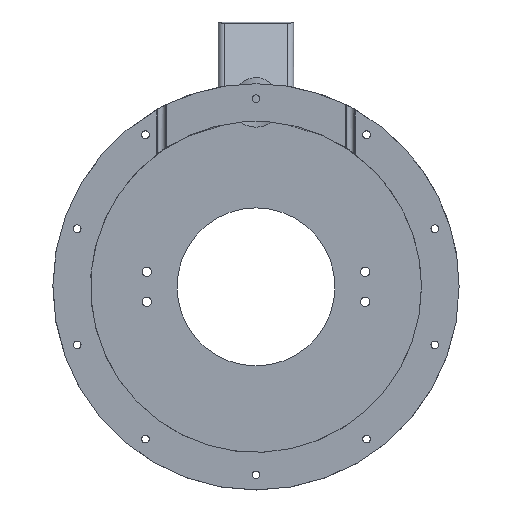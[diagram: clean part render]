
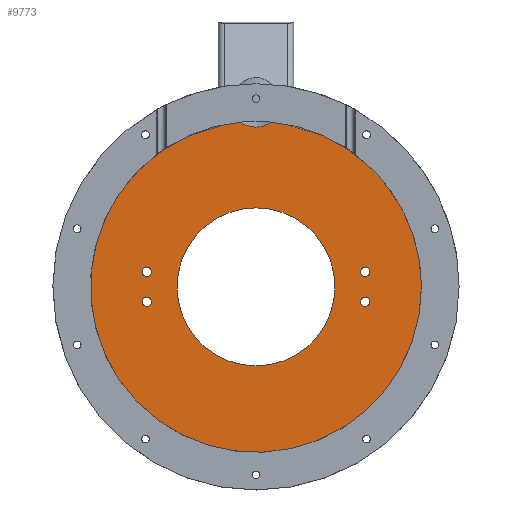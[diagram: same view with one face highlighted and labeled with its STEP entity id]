
A CAD part, front view. The second image highlights one B-rep face of the part: STEP entity #9773.
In plain terms, the highlighted planar face has unit normal (0, -1, 0).
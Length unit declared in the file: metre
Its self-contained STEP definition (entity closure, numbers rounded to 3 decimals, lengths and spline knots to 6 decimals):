
#84=ELLIPSE('',#10169,0.020751,0.0195);
#85=ELLIPSE('',#10171,0.020751,0.0195);
#115=CIRCLE('',#10151,0.11);
#119=CIRCLE('',#10155,0.11);
#151=CIRCLE('',#10206,0.003055);
#152=CIRCLE('',#10208,0.003055);
#162=CIRCLE('',#10231,0.0525);
#163=CIRCLE('',#10232,0.003055);
#164=CIRCLE('',#10233,0.003055);
#249=FACE_BOUND('',#1443,.T.);
#250=FACE_BOUND('',#1444,.T.);
#251=FACE_BOUND('',#1445,.T.);
#252=FACE_BOUND('',#1446,.T.);
#253=FACE_BOUND('',#1447,.T.);
#853=FACE_OUTER_BOUND('',#1442,.T.);
#1442=EDGE_LOOP('',(#8715,#8716,#8717,#8718));
#1443=EDGE_LOOP('',(#8719));
#1444=EDGE_LOOP('',(#8720));
#1445=EDGE_LOOP('',(#8721));
#1446=EDGE_LOOP('',(#8722));
#1447=EDGE_LOOP('',(#8723));
#4594=VERTEX_POINT('',#16972);
#4595=VERTEX_POINT('',#16973);
#4609=VERTEX_POINT('',#17072);
#4656=VERTEX_POINT('',#17470);
#4732=VERTEX_POINT('',#17935);
#4733=VERTEX_POINT('',#17939);
#4743=VERTEX_POINT('',#17985);
#4744=VERTEX_POINT('',#17987);
#4745=VERTEX_POINT('',#17989);
#5921=EDGE_CURVE('',#4594,#4595,#115,.T.);
#5936=EDGE_CURVE('',#4595,#4609,#119,.T.);
#5987=EDGE_CURVE('',#4656,#4609,#84,.T.);
#5990=EDGE_CURVE('',#4594,#4656,#85,.T.);
#6073=EDGE_CURVE('',#4732,#4732,#151,.F.);
#6075=EDGE_CURVE('',#4733,#4733,#152,.F.);
#6097=EDGE_CURVE('',#4743,#4743,#162,.T.);
#6098=EDGE_CURVE('',#4744,#4744,#163,.F.);
#6099=EDGE_CURVE('',#4745,#4745,#164,.F.);
#8715=ORIENTED_EDGE('',*,*,#5990,.T.);
#8716=ORIENTED_EDGE('',*,*,#5987,.T.);
#8717=ORIENTED_EDGE('',*,*,#5936,.F.);
#8718=ORIENTED_EDGE('',*,*,#5921,.F.);
#8719=ORIENTED_EDGE('',*,*,#6097,.T.);
#8720=ORIENTED_EDGE('',*,*,#6098,.F.);
#8721=ORIENTED_EDGE('',*,*,#6099,.F.);
#8722=ORIENTED_EDGE('',*,*,#6075,.T.);
#8723=ORIENTED_EDGE('',*,*,#6073,.T.);
#9305=PLANE('',#10230);
#9773=ADVANCED_FACE('',(#853,#249,#250,#251,#252,#253),#9305,.F.);
#10151=AXIS2_PLACEMENT_3D('',#16974,#11729,#11730);
#10155=AXIS2_PLACEMENT_3D('',#17073,#11742,#11743);
#10169=AXIS2_PLACEMENT_3D('',#17471,#11783,#11784);
#10171=AXIS2_PLACEMENT_3D('',#17475,#11788,#11789);
#10206=AXIS2_PLACEMENT_3D('',#17937,#11886,#11887);
#10208=AXIS2_PLACEMENT_3D('',#17941,#11891,#11892);
#10230=AXIS2_PLACEMENT_3D('',#17984,#11947,#11948);
#10231=AXIS2_PLACEMENT_3D('',#17986,#11949,#11950);
#10232=AXIS2_PLACEMENT_3D('',#17988,#11951,#11952);
#10233=AXIS2_PLACEMENT_3D('',#17990,#11953,#11954);
#11729=DIRECTION('center_axis',(0.,1.,0.));
#11730=DIRECTION('ref_axis',(1.,0.,0.));
#11742=DIRECTION('center_axis',(0.,1.,0.));
#11743=DIRECTION('ref_axis',(1.,0.,0.));
#11783=DIRECTION('center_axis',(0.,1.,0.));
#11784=DIRECTION('ref_axis',(0.,0.,1.));
#11788=DIRECTION('center_axis',(0.,1.,0.));
#11789=DIRECTION('ref_axis',(0.,0.,1.));
#11886=DIRECTION('center_axis',(0.,-1.,0.));
#11887=DIRECTION('ref_axis',(-1.,0.,0.));
#11891=DIRECTION('center_axis',(0.,-1.,0.));
#11892=DIRECTION('ref_axis',(-1.,0.,0.));
#11947=DIRECTION('center_axis',(0.,1.,0.));
#11948=DIRECTION('ref_axis',(1.,0.,0.));
#11949=DIRECTION('center_axis',(0.,1.,0.));
#11950=DIRECTION('ref_axis',(1.,0.,0.));
#11951=DIRECTION('center_axis',(0.,1.,0.));
#11952=DIRECTION('ref_axis',(1.,0.,0.));
#11953=DIRECTION('center_axis',(0.,1.,0.));
#11954=DIRECTION('ref_axis',(1.,0.,0.));
#16972=CARTESIAN_POINT('',(0.010599,0.115,0.109488));
#16973=CARTESIAN_POINT('',(0.11,0.115,0.));
#16974=CARTESIAN_POINT('Origin',(0.,0.115,0.));
#17072=CARTESIAN_POINT('',(-0.010599,0.115,0.109488));
#17073=CARTESIAN_POINT('Origin',(0.,0.115,0.));
#17470=CARTESIAN_POINT('',(0.,0.115,0.106155));
#17471=CARTESIAN_POINT('Origin',(0.,0.115,0.126907));
#17475=CARTESIAN_POINT('Origin',(0.,0.115,0.126907));
#17935=CARTESIAN_POINT('',(0.069445,0.115,0.01));
#17937=CARTESIAN_POINT('Origin',(0.0725,0.115,0.01));
#17939=CARTESIAN_POINT('',(0.069445,0.115,-0.01));
#17941=CARTESIAN_POINT('Origin',(0.0725,0.115,-0.01));
#17984=CARTESIAN_POINT('Origin',(0.,0.115,0.));
#17985=CARTESIAN_POINT('',(0.0525,0.115,0.));
#17986=CARTESIAN_POINT('Origin',(0.,0.115,0.));
#17987=CARTESIAN_POINT('',(-0.069445,0.115,0.01));
#17988=CARTESIAN_POINT('Origin',(-0.0725,0.115,0.01));
#17989=CARTESIAN_POINT('',(-0.069445,0.115,-0.01));
#17990=CARTESIAN_POINT('Origin',(-0.0725,0.115,-0.01));
